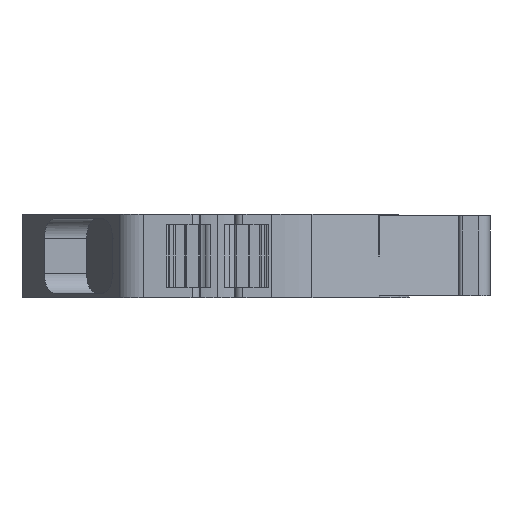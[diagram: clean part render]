
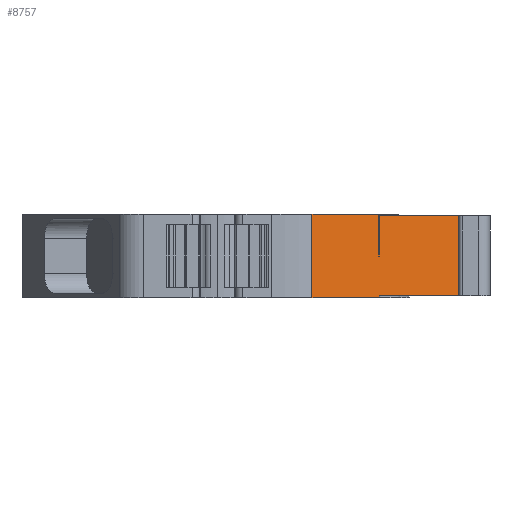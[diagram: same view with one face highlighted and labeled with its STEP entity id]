
A CAD part, left-side view. The second image highlights one B-rep face of the part: STEP entity #8757.
In plain terms, the highlighted planar face has unit normal (-0.966, -0.259, 0).
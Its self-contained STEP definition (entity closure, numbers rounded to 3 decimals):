
#972 = CARTESIAN_POINT ( 'NONE',  ( 1284.06, 398.712, 10.4 ) ) ;
#994 = LINE ( 'NONE', #972, #10957 ) ;
#1006 = DIRECTION ( 'NONE',  ( 0.259, -0.966, 0. ) ) ;
#2042 = AXIS2_PLACEMENT_3D ( 'NONE', #3547, #3559, #3487 ) ;
#2096 = VECTOR ( 'NONE', #3980, 1000. ) ;
#2110 = VECTOR ( 'NONE', #3984, 1000. ) ;
#2116 = VECTOR ( 'NONE', #4176, 1000. ) ;
#2151 = VECTOR ( 'NONE', #4007, 1000. ) ;
#2159 = VECTOR ( 'NONE', #4136, 1000. ) ;
#2166 = VECTOR ( 'NONE', #4320, 1000. ) ;
#3475 = FACE_OUTER_BOUND ( 'NONE', #5315, .T. ) ;
#3487 = DIRECTION ( 'NONE',  ( 0.259, -0.966, 0. ) ) ;
#3545 = PLANE ( 'NONE',  #2042 ) ;
#3547 = CARTESIAN_POINT ( 'NONE',  ( 1279.188, 416.897, -113.751 ) ) ;
#3559 = DIRECTION ( 'NONE',  ( -0.966, -0.259, 0. ) ) ;
#3824 = LINE ( 'NONE', #3867, #2096 ) ;
#3867 = CARTESIAN_POINT ( 'NONE',  ( 1304.01, 324.252, 5.25 ) ) ;
#3926 = LINE ( 'NONE', #3939, #2151 ) ;
#3939 = CARTESIAN_POINT ( 'NONE',  ( 1281.48, 408.343, -113.751 ) ) ;
#3969 = LINE ( 'NONE', #3982, #2110 ) ;
#3980 = DIRECTION ( 'NONE',  ( -0.259, 0.966, 0. ) ) ;
#3982 = CARTESIAN_POINT ( 'NONE',  ( 1279.188, 416.897, 10.6 ) ) ;
#3984 = DIRECTION ( 'NONE',  ( 0.259, -0.966, 0. ) ) ;
#4007 = DIRECTION ( 'NONE',  ( 0., 0., 1. ) ) ;
#4134 = LINE ( 'NONE', #4187, #2159 ) ;
#4136 = DIRECTION ( 'NONE',  ( -0.259, 0.966, 0. ) ) ;
#4165 = CARTESIAN_POINT ( 'NONE',  ( 1281.507, 408.243, 10.5 ) ) ;
#4176 = DIRECTION ( 'NONE',  ( 0., 0., 1. ) ) ;
#4187 = CARTESIAN_POINT ( 'NONE',  ( 1279.188, 416.897, -0.1 ) ) ;
#4203 = LINE ( 'NONE', #4165, #2116 ) ;
#4293 = LINE ( 'NONE', #4295, #2166 ) ;
#4295 = CARTESIAN_POINT ( 'NONE',  ( 1279.188, 416.897, -113.751 ) ) ;
#4320 = DIRECTION ( 'NONE',  ( 0., 0., 1. ) ) ;
#4945 = VERTEX_POINT ( 'NONE', #7226 ) ;
#5315 = EDGE_LOOP ( 'NONE', ( #13691, #13696, #13684, #13735, #13706, #13719, #13734, #13725, #13730, #13731, #13682, #13724 ) ) ;
#5595 = VERTEX_POINT ( 'NONE', #7240 ) ;
#5642 = VERTEX_POINT ( 'NONE', #7286 ) ;
#5661 = VERTEX_POINT ( 'NONE', #7373 ) ;
#5944 = VERTEX_POINT ( 'NONE', #7482 ) ;
#6003 = VERTEX_POINT ( 'NONE', #7545 ) ;
#6038 = VERTEX_POINT ( 'NONE', #7538 ) ;
#6045 = VERTEX_POINT ( 'NONE', #7548 ) ;
#6080 = VERTEX_POINT ( 'NONE', #7618 ) ;
#6090 = VERTEX_POINT ( 'NONE', #7578 ) ;
#6095 = VERTEX_POINT ( 'NONE', #7621 ) ;
#6144 = VERTEX_POINT ( 'NONE', #7610 ) ;
#7226 = CARTESIAN_POINT ( 'NONE',  ( 1281.507, 408.243, 0.15 ) ) ;
#7240 = CARTESIAN_POINT ( 'NONE',  ( 1284.786, 396.006, 0.85 ) ) ;
#7286 = CARTESIAN_POINT ( 'NONE',  ( 1284.231, 398.076, 0.15 ) ) ;
#7373 = CARTESIAN_POINT ( 'NONE',  ( 1284.231, 398.076, 0.85 ) ) ;
#7482 = CARTESIAN_POINT ( 'NONE',  ( 1281.48, 408.343, 5.25 ) ) ;
#7538 = CARTESIAN_POINT ( 'NONE',  ( 1281.48, 408.343, 10.6 ) ) ;
#7545 = CARTESIAN_POINT ( 'NONE',  ( 1281.507, 408.243, 5.25 ) ) ;
#7548 = CARTESIAN_POINT ( 'NONE',  ( 1281.507, 408.243, -0.1 ) ) ;
#7578 = CARTESIAN_POINT ( 'NONE',  ( 1284.786, 396.006, 10.4 ) ) ;
#7610 = CARTESIAN_POINT ( 'NONE',  ( 1281.507, 408.243, 10.4 ) ) ;
#7618 = CARTESIAN_POINT ( 'NONE',  ( 1279.188, 416.897, -0.1 ) ) ;
#7621 = CARTESIAN_POINT ( 'NONE',  ( 1279.188, 416.897, 10.6 ) ) ;
#8373 = VECTOR ( 'NONE', #8952, 1000. ) ;
#8375 = VECTOR ( 'NONE', #8872, 1000. ) ;
#8407 = VECTOR ( 'NONE', #8949, 1000. ) ;
#8422 = VECTOR ( 'NONE', #8912, 1000. ) ;
#8757 = ADVANCED_FACE ( 'NONE', ( #3475 ), #3545, .T. ) ;
#8796 = EDGE_CURVE ( 'NONE', #6003, #5944, #3824, .T. ) ;
#8797 = EDGE_CURVE ( 'NONE', #6095, #6038, #3969, .T. ) ;
#8806 = EDGE_CURVE ( 'NONE', #5944, #6038, #3926, .T. ) ;
#8823 = EDGE_CURVE ( 'NONE', #6003, #6144, #4203, .T. ) ;
#8832 = EDGE_CURVE ( 'NONE', #6045, #6080, #4134, .T. ) ;
#8836 = EDGE_CURVE ( 'NONE', #6080, #6095, #4293, .T. ) ;
#8872 = DIRECTION ( 'NONE',  ( -0.259, 0.966, 0. ) ) ;
#8877 = CARTESIAN_POINT ( 'NONE',  ( 1284.86, 395.727, 0.85 ) ) ;
#8890 = LINE ( 'NONE', #8877, #8375 ) ;
#8912 = DIRECTION ( 'NONE',  ( 0., 0., 1. ) ) ;
#8915 = LINE ( 'NONE', #8916, #8422 ) ;
#8916 = CARTESIAN_POINT ( 'NONE',  ( 1281.507, 408.243, 0.15 ) ) ;
#8943 = LINE ( 'NONE', #8948, #8373 ) ;
#8948 = CARTESIAN_POINT ( 'NONE',  ( 1284.786, 396.006, 10.5 ) ) ;
#8949 = DIRECTION ( 'NONE',  ( 0.259, -0.966, 0. ) ) ;
#8952 = DIRECTION ( 'NONE',  ( 0., 0., -1. ) ) ;
#8962 = CARTESIAN_POINT ( 'NONE',  ( 1304.01, 324.252, 0.15 ) ) ;
#8971 = LINE ( 'NONE', #8962, #8407 ) ;
#10704 = CARTESIAN_POINT ( 'NONE',  ( 1284.231, 398.076, 10.5 ) ) ;
#10711 = DIRECTION ( 'NONE',  ( 0., 0., 1. ) ) ;
#10747 = LINE ( 'NONE', #10704, #12002 ) ;
#10957 = VECTOR ( 'NONE', #1006, 1000. ) ;
#12002 = VECTOR ( 'NONE', #10711, 1000. ) ;
#12720 = EDGE_CURVE ( 'NONE', #5642, #5661, #10747, .T. ) ;
#12746 = EDGE_CURVE ( 'NONE', #4945, #5642, #8971, .T. ) ;
#12751 = EDGE_CURVE ( 'NONE', #6090, #5595, #8943, .T. ) ;
#12758 = EDGE_CURVE ( 'NONE', #5595, #5661, #8890, .T. ) ;
#12769 = EDGE_CURVE ( 'NONE', #6045, #4945, #8915, .T. ) ;
#12994 = EDGE_CURVE ( 'NONE', #6144, #6090, #994, .T. ) ;
#13682 = ORIENTED_EDGE ( 'NONE', *, *, #8796, .T. ) ;
#13684 = ORIENTED_EDGE ( 'NONE', *, *, #8832, .F. ) ;
#13691 = ORIENTED_EDGE ( 'NONE', *, *, #8797, .F. ) ;
#13696 = ORIENTED_EDGE ( 'NONE', *, *, #8836, .F. ) ;
#13706 = ORIENTED_EDGE ( 'NONE', *, *, #12746, .T. ) ;
#13719 = ORIENTED_EDGE ( 'NONE', *, *, #12720, .T. ) ;
#13724 = ORIENTED_EDGE ( 'NONE', *, *, #8806, .T. ) ;
#13725 = ORIENTED_EDGE ( 'NONE', *, *, #12751, .F. ) ;
#13730 = ORIENTED_EDGE ( 'NONE', *, *, #12994, .F. ) ;
#13731 = ORIENTED_EDGE ( 'NONE', *, *, #8823, .F. ) ;
#13734 = ORIENTED_EDGE ( 'NONE', *, *, #12758, .F. ) ;
#13735 = ORIENTED_EDGE ( 'NONE', *, *, #12769, .T. ) ;
